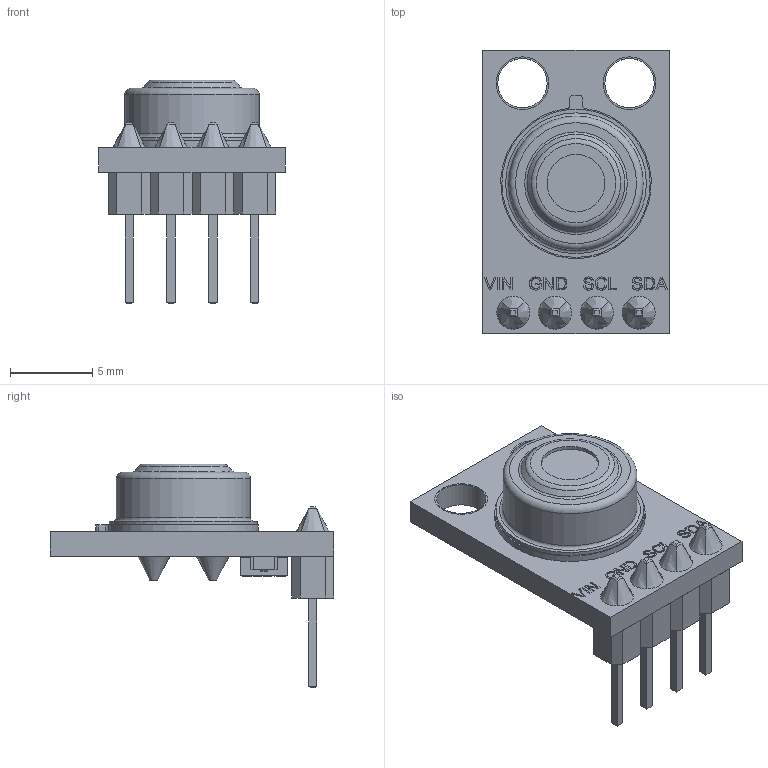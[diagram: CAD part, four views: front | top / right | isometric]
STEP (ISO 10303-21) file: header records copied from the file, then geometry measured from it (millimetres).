
FILE_DESCRIPTION(/* description */ (''),/* implementation_level */ '2;1');
FILE_NAME(/* name */ 'MLX90614XAA_Module.step',/* time_stamp */ '2022-04-09T17:42:50+08:00',/* author */ (''),/* organization */ (''),/* preprocessor_version */ 'ST-DEVELOPER v18.1',/* originating_system */ 'Autodesk Translation Framework v10.14.0.1471',/* authorisation */ '');
FILE_SCHEMA (('AUTOMOTIVE_DESIGN { 1 0 10303 214 3 1 1 }'));
Length unit declared in the file: millimetre
Products named in the file (16): MLX90614XAA_Module; module_board; MLX90614XAA_toc-can; MLX90614_FILTER_ANY; MLX90614_CAP_ANY; 90614_BASE_ANY; 90614_GLASS_INSULATION_ANY; 0_45MM_PIN_-_SHORT_ANY; pin_header; toc-can_soldering; header_soldering; 472_smd_resistor1; 472_smd_resistor2; capacitor1; capacitor (1); SOT-23_XC6206
Assembly tree (21 placements, depth 3):
  MLX90614XAA_Module
    module_board
    MLX90614XAA_toc-can
      90614_GLASS_INSULATION_ANY  x4
      0_45MM_PIN_-_SHORT_ANY  x4
      MLX90614_FILTER_ANY
      MLX90614_CAP_ANY
      90614_BASE_ANY
    pin_header
    toc-can_soldering
    header_soldering
    472_smd_resistor1
    472_smd_resistor2
    capacitor1
    capacitor (1)
    SOT-23_XC6206
Bounding box: 11.3 x 17.2 x 13.6 mm (x, y, z)
Volume: 473 mm3; surface area: 1510.6 mm2
Topology: 47 solids, 47 shells, 809 faces, 1969 edges, 1300 vertices
Faces by surface type: plane 444, bspline 281, cylinder 60, torus 18, cone 6
Full cylindrical faces by diameter (mm): 0.45 x8, 0.65 x4, 1 x4, 1.2 x8, 1.6 x8, 3 x2, 3.2 x4, 3.5 x1, 7.62 x1, 7.7 x1, 8.15 x1, 9 x1
Entity records: 26099 total; most frequent: CARTESIAN_POINT 8796, ORIENTED_EDGE 3830, DIRECTION 2593, EDGE_CURVE 1915, VERTEX_POINT 1264, LINE 1231, VECTOR 1231, EDGE_LOOP 851
